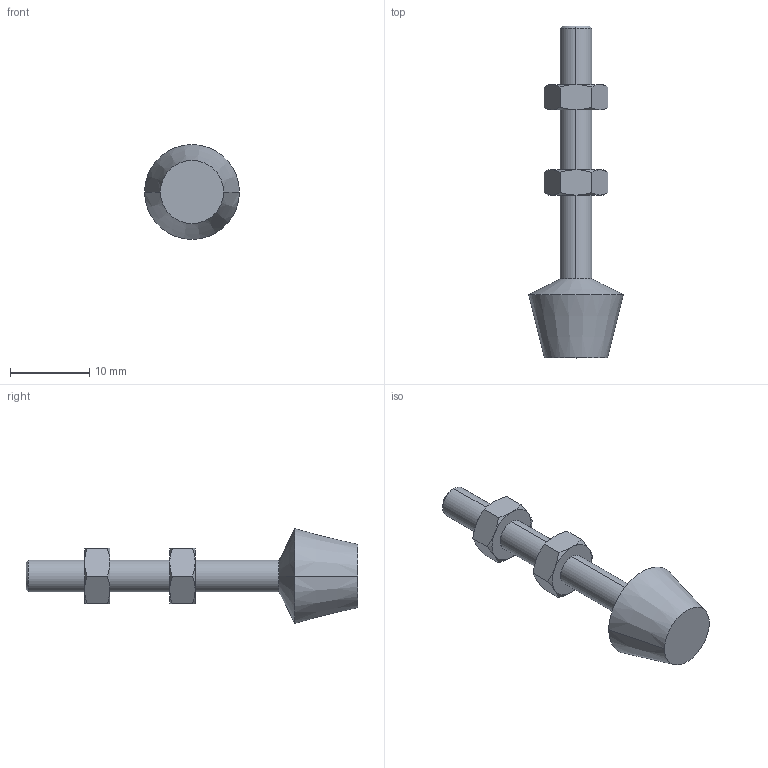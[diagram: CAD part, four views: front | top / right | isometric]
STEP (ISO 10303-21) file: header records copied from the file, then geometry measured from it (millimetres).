
FILE_DESCRIPTION (( 'STEP AP214' ), '1' );
FILE_NAME ('GH-FC-044207.STEP', '2022-11-23T00:54:57', ( '' ), ( '' ), 'SwSTEP 2.0', 'SolidWorks 2016', '' );
FILE_SCHEMA (( 'AUTOMOTIVE_DESIGN' ));
Length unit declared in the file: millimetre
Products named in the file (5): hexagon nut_2_jis_JIS B 1181 Hexagon nut - Class 2 Finished M4 --N; 7404042; GH-FC-044207; FC4?螹; 7204035
Assembly tree (5 placements, depth 3):
  GH-FC-044207
    7404042
      FC4?螹
      7204035
    hexagon nut_2_jis_JIS B 1181 Hexagon nut - Class 2 Finished M4 --N  x2
Bounding box: 12 x 42 x 12 mm (x, y, z)
Volume: 1506.5 mm3; surface area: 1361.4 mm2
Topology: 4 solids, 4 shells, 84 faces, 176 edges, 102 vertices
Faces by surface type: cone 44, plane 28, cylinder 12
Entity records: 1736 total; most frequent: CARTESIAN_POINT 405, DIRECTION 254, ORIENTED_EDGE 232, EDGE_CURVE 116, AXIS2_PLACEMENT_3D 109, VERTEX_POINT 68, EDGE_LOOP 60, ADVANCED_FACE 56
